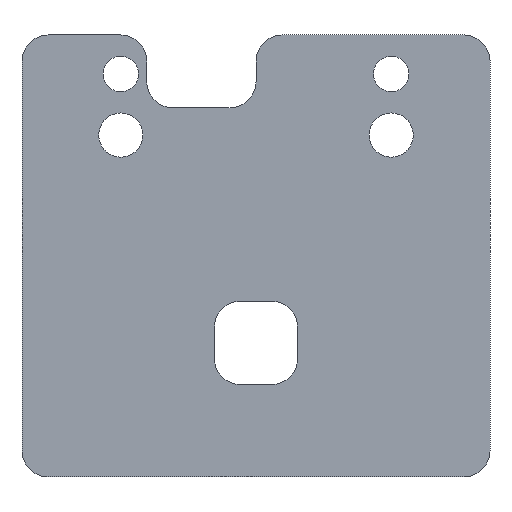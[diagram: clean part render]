
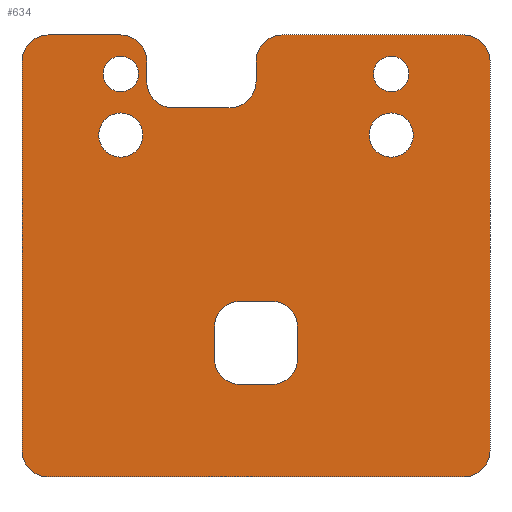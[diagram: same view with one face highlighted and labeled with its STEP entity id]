
A CAD part, front view. The second image highlights one B-rep face of the part: STEP entity #634.
In plain terms, the highlighted planar face has unit normal (0, -1, 0).
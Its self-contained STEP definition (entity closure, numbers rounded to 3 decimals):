
#1=CARTESIAN_POINT('',(-40.,0.,-37.5));
#2=DIRECTION('',(0.,-1.,0.));
#3=DIRECTION('',(-1.,0.,0.));
#4=AXIS2_PLACEMENT_3D('',#1,#2,#3);
#6=DIRECTION('',(0.,0.,1.));
#7=VECTOR('',#6,75.);
#8=CARTESIAN_POINT('',(-45.,0.,-37.5));
#9=LINE('',#8,#7);
#10=CARTESIAN_POINT('',(-40.,0.,37.5));
#11=DIRECTION('',(0.,-1.,0.));
#12=DIRECTION('',(0.,0.,1.));
#13=AXIS2_PLACEMENT_3D('',#10,#11,#12);
#15=DIRECTION('',(1.,0.,0.));
#16=VECTOR('',#15,14.);
#17=CARTESIAN_POINT('',(-40.,0.,42.5));
#18=LINE('',#17,#16);
#19=CARTESIAN_POINT('',(-26.,0.,37.5));
#20=DIRECTION('',(0.,-1.,0.));
#21=DIRECTION('',(1.,0.,0.));
#22=AXIS2_PLACEMENT_3D('',#19,#20,#21);
#24=DIRECTION('',(0.,0.,-1.));
#25=VECTOR('',#24,4.);
#26=CARTESIAN_POINT('',(-21.,0.,37.5));
#27=LINE('',#26,#25);
#28=DIRECTION('',(-1.,0.,0.));
#29=VECTOR('',#28,11.);
#30=CARTESIAN_POINT('',(-5.,0.,28.5));
#31=LINE('',#30,#29);
#32=DIRECTION('',(0.,0.,-1.));
#33=VECTOR('',#32,4.);
#34=CARTESIAN_POINT('',(0.,0.,37.5));
#35=LINE('',#34,#33);
#36=CARTESIAN_POINT('',(5.,0.,37.5));
#37=DIRECTION('',(0.,-1.,0.));
#38=DIRECTION('',(0.,0.,1.));
#39=AXIS2_PLACEMENT_3D('',#36,#37,#38);
#41=DIRECTION('',(1.,0.,0.));
#42=VECTOR('',#41,35.);
#43=CARTESIAN_POINT('',(5.,0.,42.5));
#44=LINE('',#43,#42);
#45=CARTESIAN_POINT('',(40.,0.,37.5));
#46=DIRECTION('',(0.,-1.,0.));
#47=DIRECTION('',(1.,0.,0.));
#48=AXIS2_PLACEMENT_3D('',#45,#46,#47);
#50=DIRECTION('',(0.,0.,-1.));
#51=VECTOR('',#50,75.);
#52=CARTESIAN_POINT('',(45.,0.,37.5));
#53=LINE('',#52,#51);
#54=CARTESIAN_POINT('',(40.,0.,-37.5));
#55=DIRECTION('',(0.,-1.,0.));
#56=DIRECTION('',(0.,0.,-1.));
#57=AXIS2_PLACEMENT_3D('',#54,#55,#56);
#59=CARTESIAN_POINT('',(-26.,0.,23.25));
#60=DIRECTION('',(0.,1.,0.));
#61=DIRECTION('',(1.,0.,0.));
#62=AXIS2_PLACEMENT_3D('',#59,#60,#61);
#64=CARTESIAN_POINT('',(-26.,0.,23.25));
#65=DIRECTION('',(0.,1.,0.));
#66=DIRECTION('',(-1.,0.,0.));
#67=AXIS2_PLACEMENT_3D('',#64,#65,#66);
#69=CARTESIAN_POINT('',(26.,0.,23.25));
#70=DIRECTION('',(0.,1.,0.));
#71=DIRECTION('',(1.,0.,0.));
#72=AXIS2_PLACEMENT_3D('',#69,#70,#71);
#74=CARTESIAN_POINT('',(26.,0.,23.25));
#75=DIRECTION('',(0.,1.,0.));
#76=DIRECTION('',(-1.,0.,0.));
#77=AXIS2_PLACEMENT_3D('',#74,#75,#76);
#79=DIRECTION('',(1.,0.,0.));
#80=VECTOR('',#79,6.);
#81=CARTESIAN_POINT('',(-3.,0.,-8.7));
#82=LINE('',#81,#80);
#83=DIRECTION('',(0.,0.,1.));
#84=VECTOR('',#83,6.);
#85=CARTESIAN_POINT('',(-8.,0.,-19.7));
#86=LINE('',#85,#84);
#87=DIRECTION('',(-1.,0.,0.));
#88=VECTOR('',#87,6.);
#89=CARTESIAN_POINT('',(3.,0.,-24.7));
#90=LINE('',#89,#88);
#91=DIRECTION('',(0.,0.,-1.));
#92=VECTOR('',#91,6.);
#93=CARTESIAN_POINT('',(8.,0.,-13.7));
#94=LINE('',#93,#92);
#95=CARTESIAN_POINT('',(-26.,0.,35.));
#96=DIRECTION('',(0.,1.,0.));
#97=DIRECTION('',(1.,0.,0.));
#98=AXIS2_PLACEMENT_3D('',#95,#96,#97);
#100=CARTESIAN_POINT('',(-26.,0.,35.));
#101=DIRECTION('',(0.,1.,0.));
#102=DIRECTION('',(-1.,0.,0.));
#103=AXIS2_PLACEMENT_3D('',#100,#101,#102);
#105=CARTESIAN_POINT('',(26.,0.,35.));
#106=DIRECTION('',(0.,1.,0.));
#107=DIRECTION('',(1.,0.,0.));
#108=AXIS2_PLACEMENT_3D('',#105,#106,#107);
#110=CARTESIAN_POINT('',(26.,0.,35.));
#111=DIRECTION('',(0.,1.,0.));
#112=DIRECTION('',(-1.,0.,0.));
#113=AXIS2_PLACEMENT_3D('',#110,#111,#112);
#115=DIRECTION('',(1.,0.,0.));
#116=VECTOR('',#115,80.);
#117=CARTESIAN_POINT('',(-40.,0.,-42.5));
#118=LINE('',#117,#116);
#290=CARTESIAN_POINT('',(-5.,0.,33.5));
#291=DIRECTION('',(0.,1.,0.));
#292=DIRECTION('',(1.,0.,0.));
#293=AXIS2_PLACEMENT_3D('',#290,#291,#292);
#308=CARTESIAN_POINT('',(-16.,0.,33.5));
#309=DIRECTION('',(0.,1.,0.));
#310=DIRECTION('',(0.,0.,-1.));
#311=AXIS2_PLACEMENT_3D('',#308,#309,#310);
#350=CARTESIAN_POINT('',(-3.,0.,-19.7));
#351=DIRECTION('',(0.,1.,0.));
#352=DIRECTION('',(0.,0.,-1.));
#353=AXIS2_PLACEMENT_3D('',#350,#351,#352);
#368=CARTESIAN_POINT('',(3.,0.,-19.7));
#369=DIRECTION('',(0.,1.,0.));
#370=DIRECTION('',(1.,0.,0.));
#371=AXIS2_PLACEMENT_3D('',#368,#369,#370);
#386=CARTESIAN_POINT('',(3.,0.,-13.7));
#387=DIRECTION('',(0.,1.,0.));
#388=DIRECTION('',(0.,0.,1.));
#389=AXIS2_PLACEMENT_3D('',#386,#387,#388);
#404=CARTESIAN_POINT('',(-3.,0.,-13.7));
#405=DIRECTION('',(0.,1.,0.));
#406=DIRECTION('',(-1.,0.,0.));
#407=AXIS2_PLACEMENT_3D('',#404,#405,#406);
#425=CARTESIAN_POINT('',(-45.,0.,-37.5));
#426=CARTESIAN_POINT('',(-40.,0.,-42.5));
#427=VERTEX_POINT('',#425);
#428=VERTEX_POINT('',#426);
#433=CARTESIAN_POINT('',(40.,0.,-42.5));
#434=CARTESIAN_POINT('',(45.,0.,-37.5));
#435=VERTEX_POINT('',#433);
#436=VERTEX_POINT('',#434);
#441=CARTESIAN_POINT('',(45.,0.,37.5));
#442=CARTESIAN_POINT('',(40.,0.,42.5));
#443=VERTEX_POINT('',#441);
#444=VERTEX_POINT('',#442);
#449=CARTESIAN_POINT('',(-40.,0.,42.5));
#450=CARTESIAN_POINT('',(-45.,0.,37.5));
#451=VERTEX_POINT('',#449);
#452=VERTEX_POINT('',#450);
#457=CARTESIAN_POINT('',(-21.75,0.,23.25));
#458=CARTESIAN_POINT('',(-30.25,0.,23.25));
#459=VERTEX_POINT('',#457);
#460=VERTEX_POINT('',#458);
#461=CARTESIAN_POINT('',(30.25,0.,23.25));
#462=CARTESIAN_POINT('',(21.75,0.,23.25));
#463=VERTEX_POINT('',#461);
#464=VERTEX_POINT('',#462);
#473=CARTESIAN_POINT('',(-26.,0.,42.5));
#474=VERTEX_POINT('',#473);
#475=CARTESIAN_POINT('',(5.,0.,42.5));
#476=VERTEX_POINT('',#475);
#482=CARTESIAN_POINT('',(-21.,0.,33.5));
#484=VERTEX_POINT('',#482);
#486=CARTESIAN_POINT('',(-16.,0.,28.5));
#488=VERTEX_POINT('',#486);
#490=CARTESIAN_POINT('',(-5.,0.,28.5));
#492=VERTEX_POINT('',#490);
#494=CARTESIAN_POINT('',(0.,0.,33.5));
#496=VERTEX_POINT('',#494);
#499=CARTESIAN_POINT('',(-21.,0.,37.5));
#500=VERTEX_POINT('',#499);
#501=CARTESIAN_POINT('',(0.,0.,37.5));
#502=VERTEX_POINT('',#501);
#506=CARTESIAN_POINT('',(-8.,0.,-19.7));
#508=VERTEX_POINT('',#506);
#510=CARTESIAN_POINT('',(-3.,0.,-24.7));
#512=VERTEX_POINT('',#510);
#514=CARTESIAN_POINT('',(-3.,0.,-8.7));
#516=VERTEX_POINT('',#514);
#518=CARTESIAN_POINT('',(-8.,0.,-13.7));
#520=VERTEX_POINT('',#518);
#522=CARTESIAN_POINT('',(8.,0.,-13.7));
#524=VERTEX_POINT('',#522);
#526=CARTESIAN_POINT('',(3.,0.,-8.7));
#528=VERTEX_POINT('',#526);
#530=CARTESIAN_POINT('',(3.,0.,-24.7));
#532=VERTEX_POINT('',#530);
#534=CARTESIAN_POINT('',(8.,0.,-19.7));
#536=VERTEX_POINT('',#534);
#537=CARTESIAN_POINT('',(-22.6,0.,35.));
#538=CARTESIAN_POINT('',(-29.4,0.,35.));
#539=VERTEX_POINT('',#537);
#540=VERTEX_POINT('',#538);
#541=CARTESIAN_POINT('',(29.4,0.,35.));
#542=CARTESIAN_POINT('',(22.6,0.,35.));
#543=VERTEX_POINT('',#541);
#544=VERTEX_POINT('',#542);
#553=CARTESIAN_POINT('',(0.,0.,0.));
#554=DIRECTION('',(0.,1.,0.));
#555=DIRECTION('',(1.,0.,0.));
#556=AXIS2_PLACEMENT_3D('',#553,#554,#555);
#557=PLANE('',#556);
#559=ORIENTED_EDGE('',*,*,#558,.F.);
#561=ORIENTED_EDGE('',*,*,#560,.F.);
#563=ORIENTED_EDGE('',*,*,#562,.T.);
#565=ORIENTED_EDGE('',*,*,#564,.F.);
#567=ORIENTED_EDGE('',*,*,#566,.T.);
#569=ORIENTED_EDGE('',*,*,#568,.F.);
#571=ORIENTED_EDGE('',*,*,#570,.T.);
#573=ORIENTED_EDGE('',*,*,#572,.F.);
#575=ORIENTED_EDGE('',*,*,#574,.F.);
#577=ORIENTED_EDGE('',*,*,#576,.F.);
#579=ORIENTED_EDGE('',*,*,#578,.F.);
#581=ORIENTED_EDGE('',*,*,#580,.F.);
#583=ORIENTED_EDGE('',*,*,#582,.T.);
#585=ORIENTED_EDGE('',*,*,#584,.F.);
#587=ORIENTED_EDGE('',*,*,#586,.T.);
#589=ORIENTED_EDGE('',*,*,#588,.F.);
#590=EDGE_LOOP('',(#559,#561,#563,#565,#567,#569,#571,#573,#575,#577,#579,#581,
#583,#585,#587,#589));
#591=FACE_OUTER_BOUND('',#590,.F.);
#593=ORIENTED_EDGE('',*,*,#592,.F.);
#595=ORIENTED_EDGE('',*,*,#594,.F.);
#596=EDGE_LOOP('',(#593,#595));
#597=FACE_BOUND('',#596,.F.);
#599=ORIENTED_EDGE('',*,*,#598,.F.);
#601=ORIENTED_EDGE('',*,*,#600,.F.);
#602=EDGE_LOOP('',(#599,#601));
#603=FACE_BOUND('',#602,.F.);
#605=ORIENTED_EDGE('',*,*,#604,.F.);
#607=ORIENTED_EDGE('',*,*,#606,.F.);
#609=ORIENTED_EDGE('',*,*,#608,.F.);
#611=ORIENTED_EDGE('',*,*,#610,.F.);
#613=ORIENTED_EDGE('',*,*,#612,.F.);
#615=ORIENTED_EDGE('',*,*,#614,.F.);
#617=ORIENTED_EDGE('',*,*,#616,.F.);
#619=ORIENTED_EDGE('',*,*,#618,.F.);
#620=EDGE_LOOP('',(#605,#607,#609,#611,#613,#615,#617,#619));
#621=FACE_BOUND('',#620,.F.);
#623=ORIENTED_EDGE('',*,*,#622,.F.);
#625=ORIENTED_EDGE('',*,*,#624,.F.);
#626=EDGE_LOOP('',(#623,#625));
#627=FACE_BOUND('',#626,.F.);
#629=ORIENTED_EDGE('',*,*,#628,.F.);
#631=ORIENTED_EDGE('',*,*,#630,.F.);
#632=EDGE_LOOP('',(#629,#631));
#633=FACE_BOUND('',#632,.F.);
#634=ADVANCED_FACE('',(#591,#597,#603,#621,#627,#633),#557,.F.);
#5=CIRCLE('',#4,5.);
#14=CIRCLE('',#13,5.);
#23=CIRCLE('',#22,5.);
#40=CIRCLE('',#39,5.);
#49=CIRCLE('',#48,5.);
#58=CIRCLE('',#57,5.);
#63=CIRCLE('',#62,4.25);
#68=CIRCLE('',#67,4.25);
#73=CIRCLE('',#72,4.25);
#78=CIRCLE('',#77,4.25);
#99=CIRCLE('',#98,3.4);
#104=CIRCLE('',#103,3.4);
#109=CIRCLE('',#108,3.4);
#114=CIRCLE('',#113,3.4);
#294=CIRCLE('',#293,5.);
#312=CIRCLE('',#311,5.);
#354=CIRCLE('',#353,5.);
#372=CIRCLE('',#371,5.);
#390=CIRCLE('',#389,5.);
#408=CIRCLE('',#407,5.);
#558=EDGE_CURVE('',#428,#435,#118,.T.);
#560=EDGE_CURVE('',#427,#428,#5,.T.);
#562=EDGE_CURVE('',#427,#452,#9,.T.);
#564=EDGE_CURVE('',#451,#452,#14,.T.);
#566=EDGE_CURVE('',#451,#474,#18,.T.);
#568=EDGE_CURVE('',#500,#474,#23,.T.);
#570=EDGE_CURVE('',#500,#484,#27,.T.);
#572=EDGE_CURVE('',#488,#484,#312,.T.);
#574=EDGE_CURVE('',#492,#488,#31,.T.);
#576=EDGE_CURVE('',#496,#492,#294,.T.);
#578=EDGE_CURVE('',#502,#496,#35,.T.);
#580=EDGE_CURVE('',#476,#502,#40,.T.);
#582=EDGE_CURVE('',#476,#444,#44,.T.);
#584=EDGE_CURVE('',#443,#444,#49,.T.);
#586=EDGE_CURVE('',#443,#436,#53,.T.);
#588=EDGE_CURVE('',#435,#436,#58,.T.);
#592=EDGE_CURVE('',#459,#460,#63,.T.);
#594=EDGE_CURVE('',#460,#459,#68,.T.);
#598=EDGE_CURVE('',#463,#464,#73,.T.);
#600=EDGE_CURVE('',#464,#463,#78,.T.);
#604=EDGE_CURVE('',#516,#528,#82,.T.);
#606=EDGE_CURVE('',#520,#516,#408,.T.);
#608=EDGE_CURVE('',#508,#520,#86,.T.);
#610=EDGE_CURVE('',#512,#508,#354,.T.);
#612=EDGE_CURVE('',#532,#512,#90,.T.);
#614=EDGE_CURVE('',#536,#532,#372,.T.);
#616=EDGE_CURVE('',#524,#536,#94,.T.);
#618=EDGE_CURVE('',#528,#524,#390,.T.);
#622=EDGE_CURVE('',#539,#540,#99,.T.);
#624=EDGE_CURVE('',#540,#539,#104,.T.);
#628=EDGE_CURVE('',#543,#544,#109,.T.);
#630=EDGE_CURVE('',#544,#543,#114,.T.);
